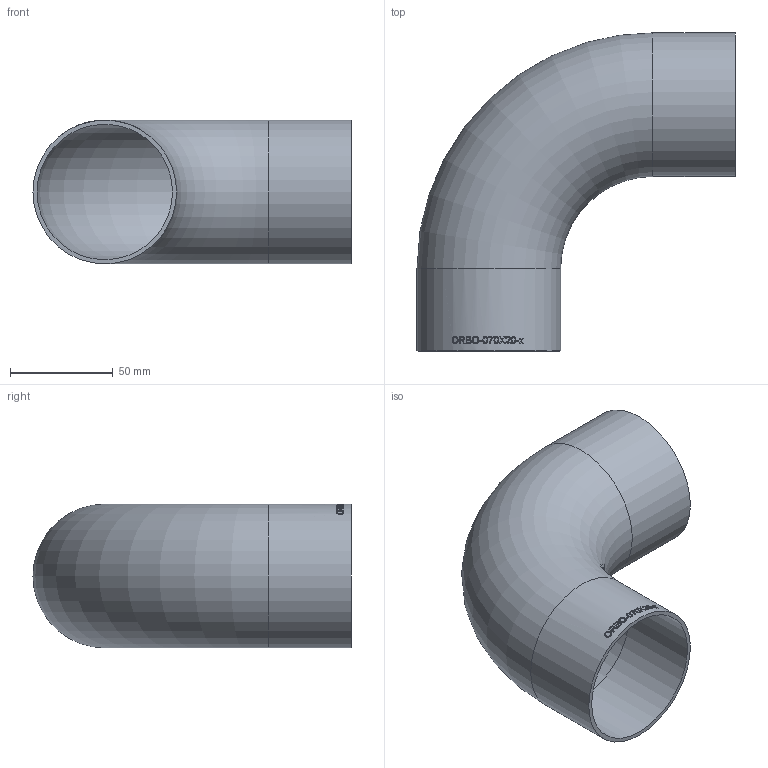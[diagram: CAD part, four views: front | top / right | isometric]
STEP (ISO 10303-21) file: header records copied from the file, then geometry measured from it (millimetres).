
FILE_DESCRIPTION (( 'STEP AP214' ), '1' );
FILE_NAME ('ORBO-070X20-x Bogen orbital 2004.STEP', '2020-04-08T13:10:13', ( '' ), ( '' ), 'SwSTEP 2.0', 'SolidWorks 2019', '' );
FILE_SCHEMA (( 'AUTOMOTIVE_DESIGN' ));
Length unit declared in the file: millimetre
Products named in the file (1): ORBO-070X20-x Bogen orbital 2004
Bounding box: 155 x 155 x 70 mm (x, y, z)
Volume: 87848.6 mm3; surface area: 88730.9 mm2
Topology: 1 solids, 1 shells, 173 faces, 450 edges, 299 vertices
Faces by surface type: bspline 102, plane 44, cylinder 25, torus 2
Full cylindrical faces by diameter (mm): 66 x2, 70 x2
Entity records: 23516 total; most frequent: CARTESIAN_POINT 18429, ORIENTED_EDGE 880, EDGE_CURVE 440, DIRECTION 327, B_SPLINE_CURVE_WITH_KNOTS 323, VERTEX_POINT 296, EDGE_LOOP 202, FACE_OUTER_BOUND 179
